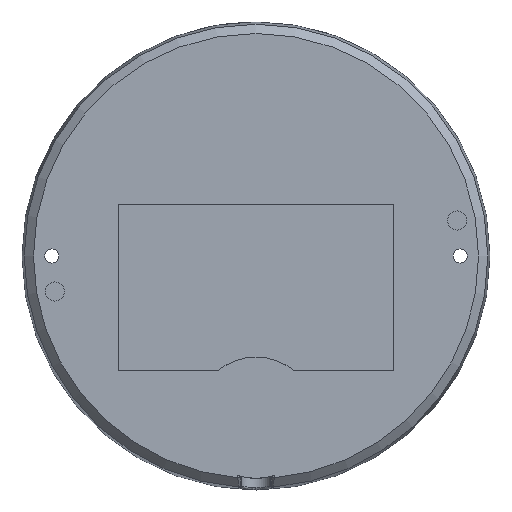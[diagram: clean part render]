
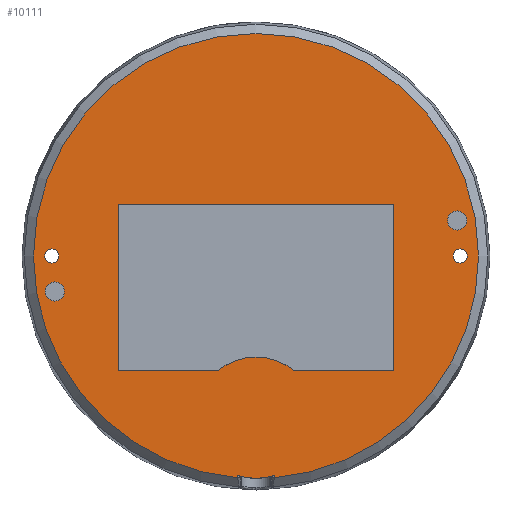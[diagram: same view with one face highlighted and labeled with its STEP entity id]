
A CAD part, front view. The second image highlights one B-rep face of the part: STEP entity #10111.
In plain terms, the highlighted planar face has unit normal (0, -1, 0).
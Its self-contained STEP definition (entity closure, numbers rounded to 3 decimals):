
#9487=CARTESIAN_POINT('',(38.,-8.,0.));
#9488=DIRECTION('',(0.,1.,0.));
#9489=DIRECTION('',(0.955,0.,0.297));
#9490=AXIS2_PLACEMENT_3D('',#9487,#9488,#9489);
#9492=CARTESIAN_POINT('',(52.126,-8.,
-4.234));
#9493=CARTESIAN_POINT('',(52.126,-8.,
-4.238));
#9494=CARTESIAN_POINT('',(52.126,-8.,
-4.247));
#9495=CARTESIAN_POINT('',(52.126,-8.,
-4.26));
#9496=CARTESIAN_POINT('',(52.126,-8.,
-4.269));
#9497=CARTESIAN_POINT('',(52.125,-8.,
-4.273));
#9499=CARTESIAN_POINT('',(0.,-8.,0.));
#9500=DIRECTION('',(0.,1.,0.));
#9501=DIRECTION('',(0.997,0.,-0.082));
#9502=AXIS2_PLACEMENT_3D('',#9499,#9500,#9501);
#9504=CARTESIAN_POINT('',(0.,-8.,0.));
#9505=DIRECTION('',(0.,1.,0.));
#9506=DIRECTION('',(0.,0.,-1.));
#9507=AXIS2_PLACEMENT_3D('',#9504,#9505,#9506);
#9509=CARTESIAN_POINT('',(0.,-8.,0.));
#9510=DIRECTION('',(0.,1.,0.));
#9511=DIRECTION('',(0.,0.,1.));
#9512=AXIS2_PLACEMENT_3D('',#9509,#9510,#9511);
#9514=CARTESIAN_POINT('',(52.125,-8.,4.273));
#9515=CARTESIAN_POINT('',(52.126,-8.,4.269));
#9516=CARTESIAN_POINT('',(52.126,-8.,4.26));
#9517=CARTESIAN_POINT('',(52.126,-8.,4.247));
#9518=CARTESIAN_POINT('',(52.126,-8.,4.238));
#9519=CARTESIAN_POINT('',(52.126,-8.,4.234));
#9521=CARTESIAN_POINT('',(0.,-8.,48.));
#9522=DIRECTION('',(0.,-1.,0.));
#9523=DIRECTION('',(0.,0.,-1.));
#9524=AXIS2_PLACEMENT_3D('',#9521,#9522,#9523);
#9526=CARTESIAN_POINT('',(0.,-8.,48.));
#9527=DIRECTION('',(0.,-1.,0.));
#9528=DIRECTION('',(0.,0.,1.));
#9529=AXIS2_PLACEMENT_3D('',#9526,#9527,#9528);
#9531=CARTESIAN_POINT('',(-8.335,-8.,47.271));
#9532=DIRECTION('',(0.,-1.,0.));
#9533=DIRECTION('',(0.,0.,-1.));
#9534=AXIS2_PLACEMENT_3D('',#9531,#9532,#9533);
#9536=CARTESIAN_POINT('',(-8.335,-8.,47.271));
#9537=DIRECTION('',(0.,-1.,0.));
#9538=DIRECTION('',(0.,0.,1.));
#9539=AXIS2_PLACEMENT_3D('',#9536,#9537,#9538);
#9541=CARTESIAN_POINT('',(8.335,-8.,-47.271));
#9542=DIRECTION('',(0.,-1.,0.));
#9543=DIRECTION('',(0.,0.,-1.));
#9544=AXIS2_PLACEMENT_3D('',#9541,#9542,#9543);
#9546=CARTESIAN_POINT('',(8.335,-8.,-47.271));
#9547=DIRECTION('',(0.,-1.,0.));
#9548=DIRECTION('',(0.,0.,1.));
#9549=AXIS2_PLACEMENT_3D('',#9546,#9547,#9548);
#9551=CARTESIAN_POINT('',(0.,-8.,-48.));
#9552=DIRECTION('',(0.,-1.,0.));
#9553=DIRECTION('',(0.,0.,-1.));
#9554=AXIS2_PLACEMENT_3D('',#9551,#9552,#9553);
#9556=CARTESIAN_POINT('',(0.,-8.,-48.));
#9557=DIRECTION('',(0.,-1.,0.));
#9558=DIRECTION('',(0.,0.,1.));
#9559=AXIS2_PLACEMENT_3D('',#9556,#9557,#9558);
#9561=CARTESIAN_POINT('',(38.,-8.,0.));
#9562=DIRECTION('',(0.,1.,0.));
#9563=DIRECTION('',(-0.771,0.,-0.637));
#9564=AXIS2_PLACEMENT_3D('',#9561,#9562,#9563);
#9566=DIRECTION('',(1.,0.,0.));
#9567=VECTOR('',#9566,0.529);
#9568=CARTESIAN_POINT('',(51.597,-8.,4.234));
#9569=LINE('',#9568,#9567);
#9719=DIRECTION('',(-1.,0.,0.));
#9720=VECTOR('',#9719,0.529);
#9721=CARTESIAN_POINT('',(52.126,-8.,
-4.234));
#9722=LINE('',#9721,#9720);
#9879=DIRECTION('',(0.,0.,-1.));
#9880=VECTOR('',#9879,23.25);
#9881=CARTESIAN_POINT('',(27.021,-8.,-9.07));
#9882=LINE('',#9881,#9880);
#9918=DIRECTION('',(-1.,0.,0.));
#9919=VECTOR('',#9918,39.142);
#9920=CARTESIAN_POINT('',(27.021,-8.,-32.321));
#9921=LINE('',#9920,#9919);
#9926=DIRECTION('',(0.,0.,1.));
#9927=VECTOR('',#9926,64.642);
#9928=CARTESIAN_POINT('',(-12.121,-8.,-32.321));
#9929=LINE('',#9928,#9927);
#9934=DIRECTION('',(1.,0.,0.));
#9935=VECTOR('',#9934,39.142);
#9936=CARTESIAN_POINT('',(-12.121,-8.,32.321));
#9937=LINE('',#9936,#9935);
#9946=DIRECTION('',(0.,0.,-1.));
#9947=VECTOR('',#9946,23.25);
#9948=CARTESIAN_POINT('',(27.021,-8.,32.321));
#9949=LINE('',#9948,#9947);
#9950=CARTESIAN_POINT('',(51.597,-8.,4.234));
#9951=CARTESIAN_POINT('',(52.126,-8.,4.234));
#9952=VERTEX_POINT('',#9950);
#9953=VERTEX_POINT('',#9951);
#9954=CARTESIAN_POINT('',(51.597,-8.,-4.234));
#9955=VERTEX_POINT('',#9954);
#9956=CARTESIAN_POINT('',(52.126,-8.,
-4.234));
#9957=VERTEX_POINT('',#9956);
#9958=VERTEX_POINT('',#9497);
#9959=CARTESIAN_POINT('',(0.,-8.,
52.3));
#9960=CARTESIAN_POINT('',(52.125,-8.,4.273));
#9961=VERTEX_POINT('',#9959);
#9962=VERTEX_POINT('',#9960);
#9963=CARTESIAN_POINT('',(0.,-8.,
-52.3));
#9964=VERTEX_POINT('',#9963);
#9965=CARTESIAN_POINT('',(0.,-8.,46.35));
#9966=CARTESIAN_POINT('',(0.,-8.,49.65));
#9967=VERTEX_POINT('',#9965);
#9968=VERTEX_POINT('',#9966);
#9969=CARTESIAN_POINT('',(-8.335,-8.,45.021));
#9970=CARTESIAN_POINT('',(-8.335,-8.,49.521));
#9971=VERTEX_POINT('',#9969);
#9972=VERTEX_POINT('',#9970);
#9973=CARTESIAN_POINT('',(8.335,-8.,-49.521));
#9974=CARTESIAN_POINT('',(8.335,-8.,-45.021));
#9975=VERTEX_POINT('',#9973);
#9976=VERTEX_POINT('',#9974);
#9977=CARTESIAN_POINT('',(0.,-8.,-49.65));
#9978=CARTESIAN_POINT('',(0.,-8.,-46.35));
#9979=VERTEX_POINT('',#9977);
#9980=VERTEX_POINT('',#9978);
#9981=CARTESIAN_POINT('',(27.021,-8.,-9.07));
#9982=CARTESIAN_POINT('',(27.021,-8.,-32.321));
#9983=VERTEX_POINT('',#9981);
#9984=VERTEX_POINT('',#9982);
#9985=CARTESIAN_POINT('',(27.021,-8.,9.07));
#9986=VERTEX_POINT('',#9985);
#9987=CARTESIAN_POINT('',(27.021,-8.,32.321));
#9988=VERTEX_POINT('',#9987);
#9989=CARTESIAN_POINT('',(-12.121,-8.,32.321));
#9990=VERTEX_POINT('',#9989);
#9991=CARTESIAN_POINT('',(-12.121,-8.,-32.321));
#9992=VERTEX_POINT('',#9991);
#10050=CARTESIAN_POINT('',(0.,-8.,0.));
#10051=DIRECTION('',(0.,1.,0.));
#10052=DIRECTION('',(1.,0.,0.));
#10053=AXIS2_PLACEMENT_3D('',#10050,#10051,#10052);
#10054=PLANE('',#10053);
#10056=ORIENTED_EDGE('',*,*,#10055,.F.);
#10058=ORIENTED_EDGE('',*,*,#10057,.T.);
#10060=ORIENTED_EDGE('',*,*,#10059,.F.);
#10062=ORIENTED_EDGE('',*,*,#10061,.T.);
#10064=ORIENTED_EDGE('',*,*,#10063,.T.);
#10066=ORIENTED_EDGE('',*,*,#10065,.T.);
#10068=ORIENTED_EDGE('',*,*,#10067,.T.);
#10070=ORIENTED_EDGE('',*,*,#10069,.T.);
#10071=EDGE_LOOP('',(#10056,#10058,#10060,#10062,#10064,#10066,#10068,#10070));
#10072=FACE_OUTER_BOUND('',#10071,.F.);
#10074=ORIENTED_EDGE('',*,*,#10073,.T.);
#10076=ORIENTED_EDGE('',*,*,#10075,.T.);
#10077=EDGE_LOOP('',(#10074,#10076));
#10078=FACE_BOUND('',#10077,.F.);
#10080=ORIENTED_EDGE('',*,*,#10079,.T.);
#10082=ORIENTED_EDGE('',*,*,#10081,.T.);
#10083=EDGE_LOOP('',(#10080,#10082));
#10084=FACE_BOUND('',#10083,.F.);
#10086=ORIENTED_EDGE('',*,*,#10085,.T.);
#10088=ORIENTED_EDGE('',*,*,#10087,.T.);
#10089=EDGE_LOOP('',(#10086,#10088));
#10090=FACE_BOUND('',#10089,.F.);
#10092=ORIENTED_EDGE('',*,*,#10091,.T.);
#10094=ORIENTED_EDGE('',*,*,#10093,.T.);
#10095=EDGE_LOOP('',(#10092,#10094));
#10096=FACE_BOUND('',#10095,.F.);
#10098=ORIENTED_EDGE('',*,*,#10097,.F.);
#10100=ORIENTED_EDGE('',*,*,#10099,.T.);
#10102=ORIENTED_EDGE('',*,*,#10101,.F.);
#10104=ORIENTED_EDGE('',*,*,#10103,.F.);
#10106=ORIENTED_EDGE('',*,*,#10105,.F.);
#10108=ORIENTED_EDGE('',*,*,#10107,.F.);
#10109=EDGE_LOOP('',(#10098,#10100,#10102,#10104,#10106,#10108));
#10110=FACE_BOUND('',#10109,.F.);
#10111=ADVANCED_FACE('',(#10072,#10078,#10084,#10090,#10096,#10110),#10054,.F.);
#9491=CIRCLE('',#9490,14.241);
#9498=B_SPLINE_CURVE_WITH_KNOTS('',3,(#9492,#9493,#9494,#9495,#9496,#9497),
.UNSPECIFIED.,.F.,.F.,(4,1,1,4),(0.,0.333,0.667,1.),
.UNSPECIFIED.);
#9503=CIRCLE('',#9502,52.3);
#9508=CIRCLE('',#9507,52.3);
#9513=CIRCLE('',#9512,52.3);
#9520=B_SPLINE_CURVE_WITH_KNOTS('',3,(#9514,#9515,#9516,#9517,#9518,#9519),
.UNSPECIFIED.,.F.,.F.,(4,1,1,4),(0.,0.333,0.667,1.),
.UNSPECIFIED.);
#9525=CIRCLE('',#9524,1.65);
#9530=CIRCLE('',#9529,1.65);
#9535=CIRCLE('',#9534,2.25);
#9540=CIRCLE('',#9539,2.25);
#9545=CIRCLE('',#9544,2.25);
#9550=CIRCLE('',#9549,2.25);
#9555=CIRCLE('',#9554,1.65);
#9560=CIRCLE('',#9559,1.65);
#9565=CIRCLE('',#9564,14.241);
#10055=EDGE_CURVE('',#9952,#9953,#9569,.T.);
#10057=EDGE_CURVE('',#9952,#9955,#9491,.T.);
#10059=EDGE_CURVE('',#9957,#9955,#9722,.T.);
#10061=EDGE_CURVE('',#9957,#9958,#9498,.T.);
#10063=EDGE_CURVE('',#9958,#9964,#9503,.T.);
#10065=EDGE_CURVE('',#9964,#9961,#9508,.T.);
#10067=EDGE_CURVE('',#9961,#9962,#9513,.T.);
#10069=EDGE_CURVE('',#9962,#9953,#9520,.T.);
#10073=EDGE_CURVE('',#9967,#9968,#9525,.T.);
#10075=EDGE_CURVE('',#9968,#9967,#9530,.T.);
#10079=EDGE_CURVE('',#9971,#9972,#9535,.T.);
#10081=EDGE_CURVE('',#9972,#9971,#9540,.T.);
#10085=EDGE_CURVE('',#9975,#9976,#9545,.T.);
#10087=EDGE_CURVE('',#9976,#9975,#9550,.T.);
#10091=EDGE_CURVE('',#9979,#9980,#9555,.T.);
#10093=EDGE_CURVE('',#9980,#9979,#9560,.T.);
#10097=EDGE_CURVE('',#9983,#9984,#9882,.T.);
#10099=EDGE_CURVE('',#9983,#9986,#9565,.T.);
#10101=EDGE_CURVE('',#9988,#9986,#9949,.T.);
#10103=EDGE_CURVE('',#9990,#9988,#9937,.T.);
#10105=EDGE_CURVE('',#9992,#9990,#9929,.T.);
#10107=EDGE_CURVE('',#9984,#9992,#9921,.T.);
